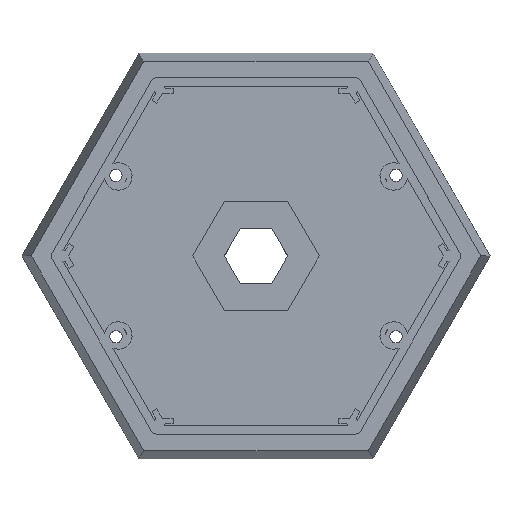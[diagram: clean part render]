
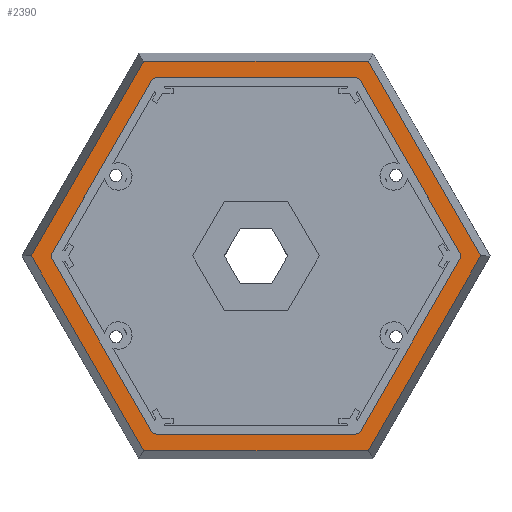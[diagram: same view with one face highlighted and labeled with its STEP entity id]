
A CAD part, top view. The second image highlights one B-rep face of the part: STEP entity #2390.
In plain terms, the highlighted planar face has unit normal (0, 0, 1).
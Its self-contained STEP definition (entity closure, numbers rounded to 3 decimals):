
#47=CIRCLE('',#2521,2.);
#48=CIRCLE('',#2524,2.);
#49=CIRCLE('',#2527,2.);
#50=CIRCLE('',#2557,2.);
#51=CIRCLE('',#2560,2.);
#52=CIRCLE('',#2563,2.);
#91=FACE_BOUND('',#336,.T.);
#200=FACE_OUTER_BOUND('',#335,.T.);
#335=EDGE_LOOP('',(#2069,#2070,#2071,#2072,#2073,#2074));
#336=EDGE_LOOP('',(#2075,#2076,#2077,#2078,#2079,#2080,#2081,#2082,#2083,
#2084,#2085,#2086));
#569=LINE('',#3724,#865);
#573=LINE('',#3733,#869);
#576=LINE('',#3741,#872);
#603=LINE('',#3800,#899);
#606=LINE('',#3808,#902);
#609=LINE('',#3816,#905);
#611=LINE('',#3823,#907);
#612=LINE('',#3825,#908);
#613=LINE('',#3827,#909);
#614=LINE('',#3829,#910);
#615=LINE('',#3831,#911);
#616=LINE('',#3832,#912);
#865=VECTOR('',#2981,10.);
#869=VECTOR('',#2991,10.);
#872=VECTOR('',#3000,10.);
#899=VECTOR('',#3087,10.);
#902=VECTOR('',#3096,10.);
#905=VECTOR('',#3105,10.);
#907=VECTOR('',#3113,10.);
#908=VECTOR('',#3114,10.);
#909=VECTOR('',#3115,10.);
#910=VECTOR('',#3116,10.);
#911=VECTOR('',#3117,10.);
#912=VECTOR('',#3118,10.);
#1137=VERTEX_POINT('',#3722);
#1138=VERTEX_POINT('',#3723);
#1139=VERTEX_POINT('',#3728);
#1140=VERTEX_POINT('',#3732);
#1141=VERTEX_POINT('',#3736);
#1142=VERTEX_POINT('',#3740);
#1143=VERTEX_POINT('',#3744);
#1144=VERTEX_POINT('',#3799);
#1145=VERTEX_POINT('',#3803);
#1146=VERTEX_POINT('',#3807);
#1147=VERTEX_POINT('',#3811);
#1148=VERTEX_POINT('',#3815);
#1149=VERTEX_POINT('',#3821);
#1150=VERTEX_POINT('',#3822);
#1151=VERTEX_POINT('',#3824);
#1152=VERTEX_POINT('',#3826);
#1153=VERTEX_POINT('',#3828);
#1154=VERTEX_POINT('',#3830);
#1419=EDGE_CURVE('',#1137,#1138,#569,.T.);
#1422=EDGE_CURVE('',#1138,#1139,#47,.T.);
#1424=EDGE_CURVE('',#1139,#1140,#573,.T.);
#1426=EDGE_CURVE('',#1140,#1141,#48,.T.);
#1428=EDGE_CURVE('',#1141,#1142,#576,.T.);
#1430=EDGE_CURVE('',#1142,#1143,#49,.T.);
#1456=EDGE_CURVE('',#1143,#1144,#603,.T.);
#1458=EDGE_CURVE('',#1144,#1145,#50,.T.);
#1460=EDGE_CURVE('',#1145,#1146,#606,.T.);
#1462=EDGE_CURVE('',#1146,#1147,#51,.T.);
#1464=EDGE_CURVE('',#1147,#1148,#609,.T.);
#1466=EDGE_CURVE('',#1148,#1137,#52,.T.);
#1467=EDGE_CURVE('',#1149,#1150,#611,.T.);
#1468=EDGE_CURVE('',#1150,#1151,#612,.T.);
#1469=EDGE_CURVE('',#1151,#1152,#613,.T.);
#1470=EDGE_CURVE('',#1152,#1153,#614,.T.);
#1471=EDGE_CURVE('',#1153,#1154,#615,.T.);
#1472=EDGE_CURVE('',#1154,#1149,#616,.T.);
#2069=ORIENTED_EDGE('',*,*,#1467,.T.);
#2070=ORIENTED_EDGE('',*,*,#1468,.T.);
#2071=ORIENTED_EDGE('',*,*,#1469,.T.);
#2072=ORIENTED_EDGE('',*,*,#1470,.T.);
#2073=ORIENTED_EDGE('',*,*,#1471,.T.);
#2074=ORIENTED_EDGE('',*,*,#1472,.T.);
#2075=ORIENTED_EDGE('',*,*,#1456,.T.);
#2076=ORIENTED_EDGE('',*,*,#1458,.T.);
#2077=ORIENTED_EDGE('',*,*,#1460,.T.);
#2078=ORIENTED_EDGE('',*,*,#1462,.T.);
#2079=ORIENTED_EDGE('',*,*,#1464,.T.);
#2080=ORIENTED_EDGE('',*,*,#1466,.T.);
#2081=ORIENTED_EDGE('',*,*,#1419,.T.);
#2082=ORIENTED_EDGE('',*,*,#1422,.T.);
#2083=ORIENTED_EDGE('',*,*,#1424,.T.);
#2084=ORIENTED_EDGE('',*,*,#1426,.T.);
#2085=ORIENTED_EDGE('',*,*,#1428,.T.);
#2086=ORIENTED_EDGE('',*,*,#1430,.T.);
#2267=PLANE('',#2564);
#2390=ADVANCED_FACE('',(#200,#91),#2267,.T.);
#2521=AXIS2_PLACEMENT_3D('',#3729,#2986,#2987);
#2524=AXIS2_PLACEMENT_3D('',#3737,#2995,#2996);
#2527=AXIS2_PLACEMENT_3D('',#3745,#3004,#3005);
#2557=AXIS2_PLACEMENT_3D('',#3804,#3091,#3092);
#2560=AXIS2_PLACEMENT_3D('',#3812,#3100,#3101);
#2563=AXIS2_PLACEMENT_3D('',#3819,#3109,#3110);
#2564=AXIS2_PLACEMENT_3D('',#3820,#3111,#3112);
#2981=DIRECTION('',(-1.,0.,0.));
#2986=DIRECTION('center_axis',(0.,0.,-1.));
#2987=DIRECTION('ref_axis',(-0.866,-0.5,0.));
#2991=DIRECTION('',(-0.5,0.866,0.));
#2995=DIRECTION('center_axis',(0.,0.,-1.));
#2996=DIRECTION('ref_axis',(-0.866,0.5,0.));
#3000=DIRECTION('',(0.5,0.866,0.));
#3004=DIRECTION('center_axis',(0.,0.,-1.));
#3005=DIRECTION('ref_axis',(0.,1.,0.));
#3087=DIRECTION('',(1.,0.,0.));
#3091=DIRECTION('center_axis',(0.,0.,-1.));
#3092=DIRECTION('ref_axis',(0.866,0.5,0.));
#3096=DIRECTION('',(0.5,-0.866,0.));
#3100=DIRECTION('center_axis',(0.,0.,-1.));
#3101=DIRECTION('ref_axis',(0.866,-0.5,0.));
#3105=DIRECTION('',(-0.5,-0.866,0.));
#3109=DIRECTION('center_axis',(0.,0.,-1.));
#3110=DIRECTION('ref_axis',(0.,-1.,0.));
#3111=DIRECTION('center_axis',(0.,0.,1.));
#3112=DIRECTION('ref_axis',(1.,0.,0.));
#3113=DIRECTION('',(0.5,-0.866,0.));
#3114=DIRECTION('',(1.,0.,0.));
#3115=DIRECTION('',(0.5,0.866,0.));
#3116=DIRECTION('',(-0.5,0.866,0.));
#3117=DIRECTION('',(-1.,0.,0.));
#3118=DIRECTION('',(-0.5,-0.866,0.));
#3722=CARTESIAN_POINT('',(36.373,-65.,0.));
#3723=CARTESIAN_POINT('',(-36.373,-65.,0.));
#3724=CARTESIAN_POINT('',(-18.187,-65.,0.));
#3728=CARTESIAN_POINT('',(-38.105,-64.,0.));
#3729=CARTESIAN_POINT('Origin',(-36.373,-63.,0.));
#3732=CARTESIAN_POINT('',(-74.478,-1.,0.));
#3733=CARTESIAN_POINT('',(-65.385,-16.75,0.));
#3736=CARTESIAN_POINT('',(-74.478,1.,0.));
#3737=CARTESIAN_POINT('Origin',(-72.746,0.,
0.));
#3740=CARTESIAN_POINT('',(-38.105,64.,0.));
#3741=CARTESIAN_POINT('',(-47.198,48.25,0.));
#3744=CARTESIAN_POINT('',(-36.373,65.,0.));
#3745=CARTESIAN_POINT('Origin',(-36.373,63.,0.));
#3799=CARTESIAN_POINT('',(36.373,65.,0.));
#3800=CARTESIAN_POINT('',(18.187,65.,0.));
#3803=CARTESIAN_POINT('',(38.105,64.,0.));
#3804=CARTESIAN_POINT('Origin',(36.373,63.,0.));
#3807=CARTESIAN_POINT('',(74.478,1.,0.));
#3808=CARTESIAN_POINT('',(65.385,16.75,0.));
#3811=CARTESIAN_POINT('',(74.478,-1.,0.));
#3812=CARTESIAN_POINT('Origin',(72.746,0.,
0.));
#3815=CARTESIAN_POINT('',(38.105,-64.,0.));
#3816=CARTESIAN_POINT('',(47.198,-48.25,0.));
#3819=CARTESIAN_POINT('Origin',(36.373,-63.,0.));
#3820=CARTESIAN_POINT('Origin',(0.,0.,0.));
#3821=CARTESIAN_POINT('',(-81.984,0.,0.));
#3822=CARTESIAN_POINT('',(-40.992,-71.,0.));
#3823=CARTESIAN_POINT('',(-81.984,0.,0.));
#3824=CARTESIAN_POINT('',(40.992,-71.,0.));
#3825=CARTESIAN_POINT('',(-40.992,-71.,0.));
#3826=CARTESIAN_POINT('',(81.984,0.,0.));
#3827=CARTESIAN_POINT('',(40.992,-71.,0.));
#3828=CARTESIAN_POINT('',(40.992,71.,0.));
#3829=CARTESIAN_POINT('',(81.984,0.,0.));
#3830=CARTESIAN_POINT('',(-40.992,71.,0.));
#3831=CARTESIAN_POINT('',(40.992,71.,0.));
#3832=CARTESIAN_POINT('',(-40.992,71.,0.));
